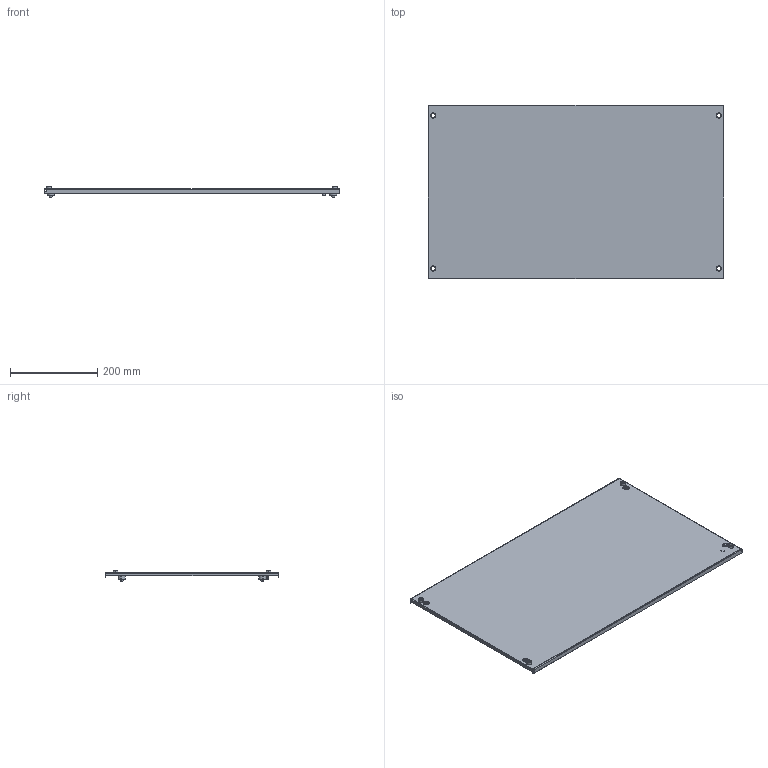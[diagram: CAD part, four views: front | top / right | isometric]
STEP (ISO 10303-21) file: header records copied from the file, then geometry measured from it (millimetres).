
FILE_DESCRIPTION (( 'STEP AP203' ), '1' );
FILE_NAME ('EUPM080040.STEP', '2015-04-22T12:40:27', ( 'Admin' ), ( '' ), 'SwSTEP 2.0', 'SolidWorks 2014', '' );
FILE_SCHEMA (( 'CONFIG_CONTROL_DESIGN' ));
Length unit declared in the file: millimetre
Products named in the file (1): EUPM080040
Bounding box: 677 x 398 x 25.14 mm (x, y, z)
Volume: 438649.6 mm3; surface area: 585012.6 mm2
Topology: 1 solids, 1 shells, 182 faces, 424 edges, 268 vertices
Faces by surface type: cylinder 92, plane 68, cone 10, torus 8, bspline 4
Entity records: 5394 total; most frequent: CARTESIAN_POINT 1026, DIRECTION 961, ORIENTED_EDGE 840, EDGE_CURVE 420, AXIS2_PLACEMENT_3D 375, VERTEX_POINT 268, EDGE_LOOP 222, LINE 211
